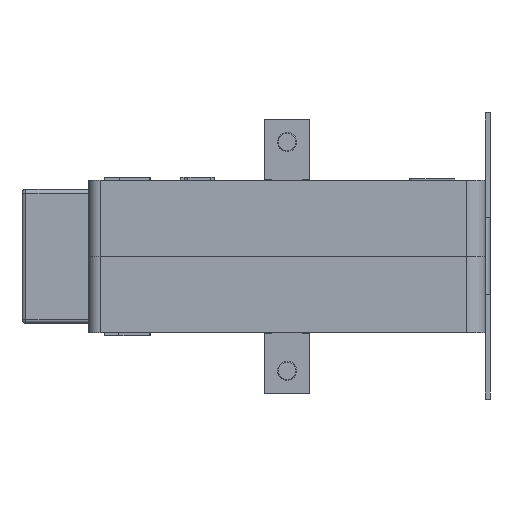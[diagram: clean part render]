
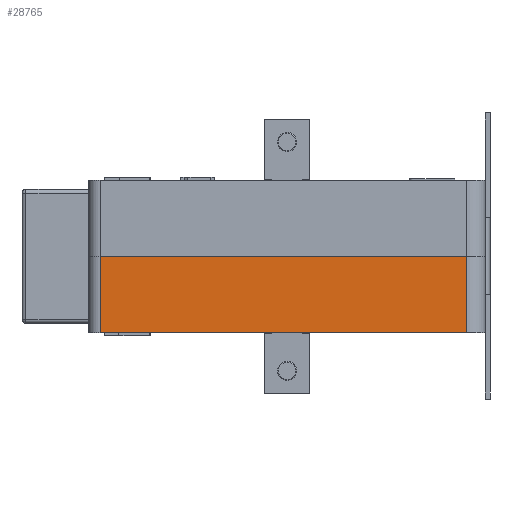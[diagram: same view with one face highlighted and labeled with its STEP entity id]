
A CAD part, left-side view. The second image highlights one B-rep face of the part: STEP entity #28765.
In plain terms, the highlighted planar face has unit normal (-1, 0, 0).
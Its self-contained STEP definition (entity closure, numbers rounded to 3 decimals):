
#1 = AXIS2_PLACEMENT_3D ( 'NONE', #20107, #20030, #20000 ) ;
#1021 = ORIENTED_EDGE ( 'NONE', *, *, #23254, .T. ) ;
#3592 = EDGE_CURVE ( 'NONE', #15150, #8731, #13503, .T. ) ;
#3886 = DIRECTION ( 'NONE',  ( 0., 0., 1. ) ) ;
#4013 = CARTESIAN_POINT ( 'NONE',  ( -51., -47., -20. ) ) ;
#4073 = VECTOR ( 'NONE', #11050, 1000. ) ;
#4377 = LINE ( 'NONE', #11086, #4073 ) ;
#4597 = VECTOR ( 'NONE', #18498, 1000. ) ;
#4740 = LINE ( 'NONE', #20537, #4597 ) ;
#7637 = EDGE_LOOP ( 'NONE', ( #23115, #23858, #23757, #1021 ) ) ;
#7737 = CARTESIAN_POINT ( 'NONE',  ( -51., 49., 0. ) ) ;
#8731 = VERTEX_POINT ( 'NONE', #7737 ) ;
#9103 = VERTEX_POINT ( 'NONE', #23575 ) ;
#10585 = EDGE_CURVE ( 'NONE', #8731, #26930, #4740, .T. ) ;
#11050 = DIRECTION ( 'NONE',  ( 0., -1., 0. ) ) ;
#11086 = CARTESIAN_POINT ( 'NONE',  ( -51., -47., -20. ) ) ;
#11110 = CARTESIAN_POINT ( 'NONE',  ( -51., 49., -20. ) ) ;
#13366 = VECTOR ( 'NONE', #18648, 1000. ) ;
#13503 = LINE ( 'NONE', #19356, #13366 ) ;
#14610 = CARTESIAN_POINT ( 'NONE',  ( -51., -47., 0. ) ) ;
#15150 = VERTEX_POINT ( 'NONE', #11110 ) ;
#18498 = DIRECTION ( 'NONE',  ( 0., -1., 0. ) ) ;
#18648 = DIRECTION ( 'NONE',  ( 0., 0., 1. ) ) ;
#19356 = CARTESIAN_POINT ( 'NONE',  ( -51., 49., -20. ) ) ;
#20000 = DIRECTION ( 'NONE',  ( 0., 0., 1. ) ) ;
#20030 = DIRECTION ( 'NONE',  ( -1., 0., 0. ) ) ;
#20107 = CARTESIAN_POINT ( 'NONE',  ( -51., -47., -20. ) ) ;
#20130 = PLANE ( 'NONE',  #1 ) ;
#20537 = CARTESIAN_POINT ( 'NONE',  ( -51., -47., 0. ) ) ;
#23115 = ORIENTED_EDGE ( 'NONE', *, *, #10585, .F. ) ;
#23254 = EDGE_CURVE ( 'NONE', #9103, #26930, #28681, .T. ) ;
#23575 = CARTESIAN_POINT ( 'NONE',  ( -51., -47., -20. ) ) ;
#23757 = ORIENTED_EDGE ( 'NONE', *, *, #25510, .T. ) ;
#23858 = ORIENTED_EDGE ( 'NONE', *, *, #3592, .F. ) ;
#24437 = FACE_OUTER_BOUND ( 'NONE', #7637, .T. ) ;
#25510 = EDGE_CURVE ( 'NONE', #15150, #9103, #4377, .T. ) ;
#26930 = VERTEX_POINT ( 'NONE', #14610 ) ;
#28338 = VECTOR ( 'NONE', #3886, 1000. ) ;
#28681 = LINE ( 'NONE', #4013, #28338 ) ;
#28765 = ADVANCED_FACE ( 'NONE', ( #24437 ), #20130, .T. ) ;
